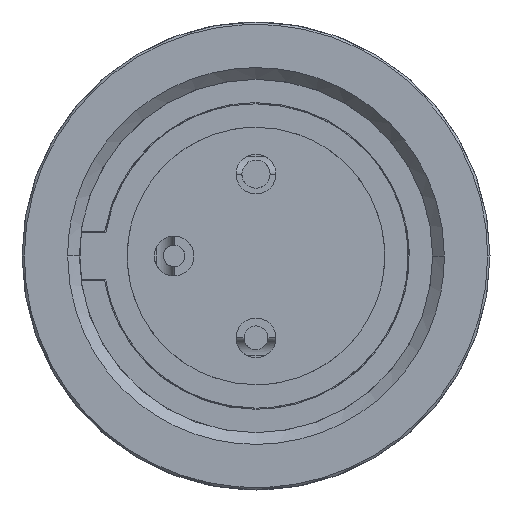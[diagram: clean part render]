
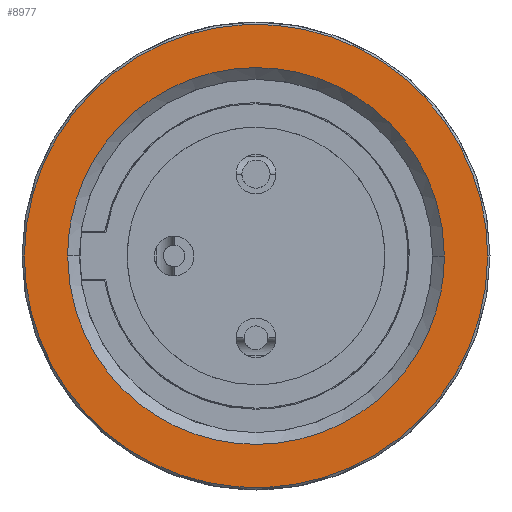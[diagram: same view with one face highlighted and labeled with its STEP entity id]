
A CAD part, front view. The second image highlights one B-rep face of the part: STEP entity #8977.
In plain terms, the highlighted planar face has unit normal (0, -1, 0).
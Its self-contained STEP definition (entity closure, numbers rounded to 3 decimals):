
#700 = CARTESIAN_POINT ( 'NONE',  ( -22.84, -0.114, 7.84 ) ) ;
#838 = CARTESIAN_POINT ( 'NONE',  ( -26.817, -0.114, -7.917 ) ) ;
#1804 = CARTESIAN_POINT ( 'NONE',  ( -19.437, -0.114, 9.9 ) ) ;
#2416 = EDGE_CURVE ( 'NONE', #30187, #37405, #7890, .T. ) ;
#2970 = CARTESIAN_POINT ( 'NONE',  ( -28.783, -0.114, 0. ) ) ;
#3137 = CARTESIAN_POINT ( 'NONE',  ( -12.893, -0.114, -2.107 ) ) ;
#4275 = CARTESIAN_POINT ( 'NONE',  ( -10.833, -0.114, -1.296 ) ) ;
#4461 = CARTESIAN_POINT ( 'NONE',  ( -25.68, -0.114, 6.437 ) ) ;
#4603 = CARTESIAN_POINT ( 'NONE',  ( -29.384, -0.114, -4.986 ) ) ;
#5573 = CARTESIAN_POINT ( 'NONE',  ( -15.747, -0.114, 8.65 ) ) ;
#5583 = AXIS2_PLACEMENT_3D ( 'NONE', #15761, #45494, #23210 ) ;
#6709 = CARTESIAN_POINT ( 'NONE',  ( -27.171, -0.114, -4.947 ) ) ;
#6876 = CARTESIAN_POINT ( 'NONE',  ( -12.683, -0.114, 0. ) ) ;
#7631 = B_SPLINE_CURVE_WITH_KNOTS ( 'NONE', 3,
 ( #26333, #11609, #33997, #11758, #37740, #15487, #41478, #19211, #45221, #22940, #700, #26647, #4461, #30411, #8208, #34158, #11931, #37895 ),
 .UNSPECIFIED., .F., .F.,
 ( 4, 2, 2, 2, 2, 2, 2, 2, 4 ),
 ( 0., 0.125, 0.25, 0.375, 0.5, 0.625, 0.75, 0.875, 1. ),
 .UNSPECIFIED. ) ;
#7890 = B_SPLINE_CURVE_WITH_KNOTS ( 'NONE', 3,
 ( #2970, #43715, #43394, #28912, #6709, #32660, #10448, #36404, #14162, #40143, #17874, #43884, #21600, #47634, #25336, #3137, #29081, #6876 ),
 .UNSPECIFIED., .F., .F.,
 ( 4, 2, 2, 2, 2, 2, 2, 2, 4 ),
 ( 0., 0.125, 0.25, 0.375, 0.5, 0.625, 0.75, 0.875, 1. ),
 .UNSPECIFIED. ) ;
#8181 = CARTESIAN_POINT ( 'NONE',  ( -12.083, -0.114, -4.986 ) ) ;
#8208 = CARTESIAN_POINT ( 'NONE',  ( -27.767, -0.114, 4.054 ) ) ;
#8343 = CARTESIAN_POINT ( 'NONE',  ( -30.633, -0.114, -1.296 ) ) ;
#8977 = ADVANCED_FACE ( 'NONE', ( #20323, #30215 ), #48149, .F. ) ;
#9148 = CARTESIAN_POINT ( 'NONE',  ( -30.376, -0.114, 2.591 ) ) ;
#9295 = CARTESIAN_POINT ( 'NONE',  ( -12.817, -0.114, 6.084 ) ) ;
#10448 = CARTESIAN_POINT ( 'NONE',  ( -24.787, -0.114, -7.034 ) ) ;
#10559 = EDGE_CURVE ( 'NONE', #24632, #14322, #40906, .T. ) ;
#11511 = CARTESIAN_POINT ( 'NONE',  ( -30.633, -0.114, 0. ) ) ;
#11609 = CARTESIAN_POINT ( 'NONE',  ( -12.683, -0.114, 1.054 ) ) ;
#11758 = CARTESIAN_POINT ( 'NONE',  ( -13.699, -0.114, 4.054 ) ) ;
#11903 = CARTESIAN_POINT ( 'NONE',  ( -14.649, -0.114, -7.917 ) ) ;
#11931 = CARTESIAN_POINT ( 'NONE',  ( -28.783, -0.114, 1.054 ) ) ;
#13024 = CARTESIAN_POINT ( 'NONE',  ( -11.091, -0.114, 2.591 ) ) ;
#14162 = CARTESIAN_POINT ( 'NONE',  ( -21.787, -0.114, -8.05 ) ) ;
#14322 = VERTEX_POINT ( 'NONE', #48121 ) ;
#14341 = CARTESIAN_POINT ( 'NONE',  ( -28.783, -0.114, 0. ) ) ;
#15487 = CARTESIAN_POINT ( 'NONE',  ( -15.786, -0.114, 6.437 ) ) ;
#15628 = CARTESIAN_POINT ( 'NONE',  ( -18.142, -0.114, -9.642 ) ) ;
#15761 = CARTESIAN_POINT ( 'NONE',  ( -10.733, -0.114, 0. ) ) ;
#16578 = CARTESIAN_POINT ( 'NONE',  ( -28.65, -0.114, 6.084 ) ) ;
#16731 = CARTESIAN_POINT ( 'NONE',  ( -10.833, -0.114, 0. ) ) ;
#17629 = CARTESIAN_POINT ( 'NONE',  ( -12.683, -0.114, 0. ) ) ;
#17874 = CARTESIAN_POINT ( 'NONE',  ( -18.626, -0.114, -7.84 ) ) ;
#19211 = CARTESIAN_POINT ( 'NONE',  ( -18.626, -0.114, 7.84 ) ) ;
#19341 = CARTESIAN_POINT ( 'NONE',  ( -22.029, -0.114, -9.9 ) ) ;
#20309 = CARTESIAN_POINT ( 'NONE',  ( -25.719, -0.114, 8.65 ) ) ;
#20323 = FACE_BOUND ( 'NONE', #21987, .T. ) ;
#21600 = CARTESIAN_POINT ( 'NONE',  ( -15.786, -0.114, -6.437 ) ) ;
#21987 = EDGE_LOOP ( 'NONE', ( #24498, #43629 ) ) ;
#22940 = CARTESIAN_POINT ( 'NONE',  ( -21.787, -0.114, 8.05 ) ) ;
#23070 = CARTESIAN_POINT ( 'NONE',  ( -25.719, -0.114, -8.65 ) ) ;
#23210 = DIRECTION ( 'NONE',  ( 0., 0., 1. ) ) ;
#24022 = CARTESIAN_POINT ( 'NONE',  ( -22.029, -0.114, 9.9 ) ) ;
#24498 = ORIENTED_EDGE ( 'NONE', *, *, #2416, .F. ) ;
#24523 = ORIENTED_EDGE ( 'NONE', *, *, #28872, .F. ) ;
#24632 = VERTEX_POINT ( 'NONE', #11511 ) ;
#25222 = ORIENTED_EDGE ( 'NONE', *, *, #10559, .F. ) ;
#25336 = CARTESIAN_POINT ( 'NONE',  ( -13.699, -0.114, -4.054 ) ) ;
#26333 = CARTESIAN_POINT ( 'NONE',  ( -12.683, -0.114, 0. ) ) ;
#26619 = CARTESIAN_POINT ( 'NONE',  ( -10.833, -0.114, 0. ) ) ;
#26647 = CARTESIAN_POINT ( 'NONE',  ( -24.787, -0.114, 7.034 ) ) ;
#26781 = CARTESIAN_POINT ( 'NONE',  ( -28.65, -0.114, -6.084 ) ) ;
#27604 = CARTESIAN_POINT ( 'NONE',  ( -30.633, -0.114, 0. ) ) ;
#27769 = CARTESIAN_POINT ( 'NONE',  ( -18.142, -0.114, 9.642 ) ) ;
#28872 = EDGE_CURVE ( 'NONE', #14322, #24632, #47688, .T. ) ;
#28912 = CARTESIAN_POINT ( 'NONE',  ( -27.767, -0.114, -4.054 ) ) ;
#29081 = CARTESIAN_POINT ( 'NONE',  ( -12.683, -0.114, -1.054 ) ) ;
#30187 = VERTEX_POINT ( 'NONE', #14341 ) ;
#30215 = FACE_OUTER_BOUND ( 'NONE', #44140, .T. ) ;
#30379 = CARTESIAN_POINT ( 'NONE',  ( -11.091, -0.114, -2.591 ) ) ;
#30411 = CARTESIAN_POINT ( 'NONE',  ( -27.171, -0.114, 4.947 ) ) ;
#30543 = CARTESIAN_POINT ( 'NONE',  ( -30.376, -0.114, -2.591 ) ) ;
#31506 = CARTESIAN_POINT ( 'NONE',  ( -14.649, -0.114, 7.917 ) ) ;
#32660 = CARTESIAN_POINT ( 'NONE',  ( -25.68, -0.114, -6.437 ) ) ;
#33997 = CARTESIAN_POINT ( 'NONE',  ( -12.893, -0.114, 2.107 ) ) ;
#34129 = CARTESIAN_POINT ( 'NONE',  ( -12.817, -0.114, -6.084 ) ) ;
#34158 = CARTESIAN_POINT ( 'NONE',  ( -28.574, -0.114, 2.107 ) ) ;
#34300 = CARTESIAN_POINT ( 'NONE',  ( -30.633, -0.114, 0. ) ) ;
#35109 = CARTESIAN_POINT ( 'NONE',  ( -30.633, -0.114, 1.296 ) ) ;
#35259 = CARTESIAN_POINT ( 'NONE',  ( -12.083, -0.114, 4.986 ) ) ;
#36404 = CARTESIAN_POINT ( 'NONE',  ( -22.84, -0.114, -7.84 ) ) ;
#37405 = VERTEX_POINT ( 'NONE', #17629 ) ;
#37740 = CARTESIAN_POINT ( 'NONE',  ( -14.296, -0.114, 4.947 ) ) ;
#37871 = CARTESIAN_POINT ( 'NONE',  ( -15.747, -0.114, -8.65 ) ) ;
#37895 = CARTESIAN_POINT ( 'NONE',  ( -28.783, -0.114, 0. ) ) ;
#38834 = CARTESIAN_POINT ( 'NONE',  ( -29.384, -0.114, 4.986 ) ) ;
#38984 = CARTESIAN_POINT ( 'NONE',  ( -10.833, -0.114, 1.296 ) ) ;
#39897 = EDGE_CURVE ( 'NONE', #37405, #30187, #7631, .T. ) ;
#40143 = CARTESIAN_POINT ( 'NONE',  ( -19.679, -0.114, -8.05 ) ) ;
#40906 = B_SPLINE_CURVE_WITH_KNOTS ( 'NONE', 3,
 ( #27604, #35109, #9148, #38834, #16578, #42580, #20309, #46309, #24022, #1804, #27769, #5573, #31506, #9295, #35259, #13024, #38984, #16731 ),
 .UNSPECIFIED., .F., .F.,
 ( 4, 2, 2, 2, 2, 2, 2, 2, 4 ),
 ( 0., 0.125, 0.25, 0.375, 0.5, 0.625, 0.75, 0.875, 1. ),
 .UNSPECIFIED. ) ;
#41478 = CARTESIAN_POINT ( 'NONE',  ( -16.679, -0.114, 7.034 ) ) ;
#41613 = CARTESIAN_POINT ( 'NONE',  ( -19.437, -0.114, -9.9 ) ) ;
#42580 = CARTESIAN_POINT ( 'NONE',  ( -26.817, -0.114, 7.917 ) ) ;
#43394 = CARTESIAN_POINT ( 'NONE',  ( -28.574, -0.114, -2.107 ) ) ;
#43629 = ORIENTED_EDGE ( 'NONE', *, *, #39897, .F. ) ;
#43715 = CARTESIAN_POINT ( 'NONE',  ( -28.783, -0.114, -1.054 ) ) ;
#43884 = CARTESIAN_POINT ( 'NONE',  ( -16.679, -0.114, -7.034 ) ) ;
#44140 = EDGE_LOOP ( 'NONE', ( #24523, #25222 ) ) ;
#45221 = CARTESIAN_POINT ( 'NONE',  ( -19.679, -0.114, 8.05 ) ) ;
#45353 = CARTESIAN_POINT ( 'NONE',  ( -23.325, -0.114, -9.642 ) ) ;
#45494 = DIRECTION ( 'NONE',  ( 0., 1., 0. ) ) ;
#46309 = CARTESIAN_POINT ( 'NONE',  ( -23.325, -0.114, 9.642 ) ) ;
#47634 = CARTESIAN_POINT ( 'NONE',  ( -14.296, -0.114, -4.947 ) ) ;
#47688 = B_SPLINE_CURVE_WITH_KNOTS ( 'NONE', 3,
 ( #26619, #4275, #30379, #8181, #34129, #11903, #37871, #15628, #41613, #19341, #45353, #23070, #838, #26781, #4603, #30543, #8343, #34300 ),
 .UNSPECIFIED., .F., .F.,
 ( 4, 2, 2, 2, 2, 2, 2, 2, 4 ),
 ( 0., 0.125, 0.25, 0.375, 0.5, 0.625, 0.75, 0.875, 1. ),
 .UNSPECIFIED. ) ;
#48121 = CARTESIAN_POINT ( 'NONE',  ( -10.833, -0.114, 0. ) ) ;
#48149 = PLANE ( 'NONE',  #5583 ) ;
